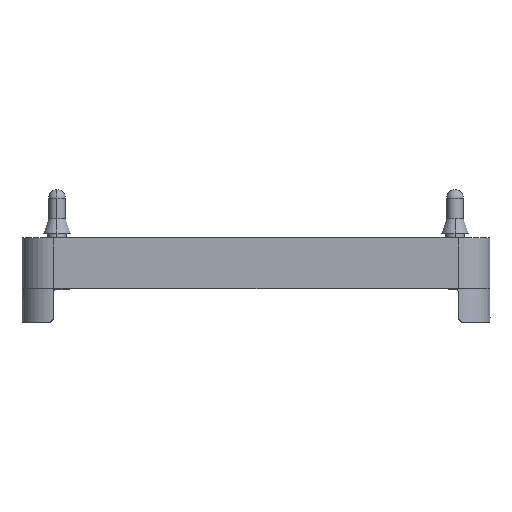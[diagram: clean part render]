
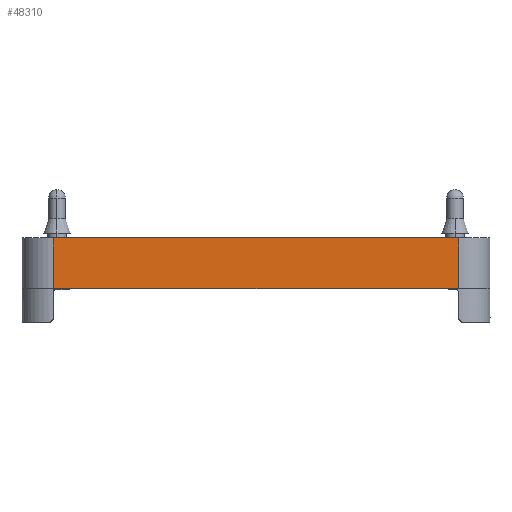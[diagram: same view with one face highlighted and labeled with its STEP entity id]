
A CAD part, left-side view. The second image highlights one B-rep face of the part: STEP entity #48310.
In plain terms, the highlighted planar face has unit normal (-1, 0, 0).
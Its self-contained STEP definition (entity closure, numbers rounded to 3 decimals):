
#943=CARTESIAN_POINT('',(-48.5,41.964,-2.0));
#944=VERTEX_POINT('',#943);
#4649=CARTESIAN_POINT('',(-48.5,-41.964,-2.0));
#4650=VERTEX_POINT('',#4649);
#4658=CARTESIAN_POINT('',(-48.5,-41.964,-2.0));
#4659=DIRECTION('',(0.0,1.0,0.0));
#4660=VECTOR('',#4659,83.928);
#4661=LINE('',#4658,#4660);
#4662=EDGE_CURVE('',#4650,#944,#4661,.T.);
#46644=CARTESIAN_POINT('',(-48.5,-42.,-2.0));
#46645=VERTEX_POINT('',#46644);
#46653=CARTESIAN_POINT('',(-48.5,-42.,-2.0));
#46654=DIRECTION('',(0.,1.0,0.0));
#46655=VECTOR('',#46654,0.036);
#46656=LINE('',#46653,#46655);
#46657=EDGE_CURVE('',#46645,#4650,#46656,.T.);
#46718=CARTESIAN_POINT('',(-48.5,42.,-2.0));
#46719=VERTEX_POINT('',#46718);
#46737=CARTESIAN_POINT('',(-48.5,41.964,-2.0));
#46738=DIRECTION('',(0.0,1.0,0.0));
#46739=VECTOR('',#46738,0.036);
#46740=LINE('',#46737,#46739);
#46741=EDGE_CURVE('',#944,#46719,#46740,.T.);
#48278=CARTESIAN_POINT('',(-48.5,-42.,-2.0));
#48279=DIRECTION('',(-1.0,0.0,0.0));
#48280=DIRECTION('',(0.0,0.0,1.0));
#48281=AXIS2_PLACEMENT_3D('',#48278,#48279,#48280);
#48282=PLANE('',#48281);
#48283=CARTESIAN_POINT('',(-48.5,-42.,8.5));
#48284=VERTEX_POINT('',#48283);
#48285=CARTESIAN_POINT('',(-48.5,-42.,-2.0));
#48286=DIRECTION('',(0.0,0.0,1.0));
#48287=VECTOR('',#48286,10.5);
#48288=LINE('',#48285,#48287);
#48289=EDGE_CURVE('',#46645,#48284,#48288,.T.);
#48290=ORIENTED_EDGE('',*,*,#48289,.T.);
#48291=CARTESIAN_POINT('',(-48.5,42.,8.5));
#48292=VERTEX_POINT('',#48291);
#48293=CARTESIAN_POINT('',(-48.5,-42.,8.5));
#48294=DIRECTION('',(0.0,1.0,0.0));
#48295=VECTOR('',#48294,84.0);
#48296=LINE('',#48293,#48295);
#48297=EDGE_CURVE('',#48284,#48292,#48296,.T.);
#48298=ORIENTED_EDGE('',*,*,#48297,.T.);
#48299=CARTESIAN_POINT('',(-48.5,42.,-2.0));
#48300=DIRECTION('',(0.0,0.0,1.0));
#48301=VECTOR('',#48300,10.5);
#48302=LINE('',#48299,#48301);
#48303=EDGE_CURVE('',#46719,#48292,#48302,.T.);
#48304=ORIENTED_EDGE('',*,*,#48303,.F.);
#48305=ORIENTED_EDGE('',*,*,#46741,.F.);
#48306=ORIENTED_EDGE('',*,*,#4662,.F.);
#48307=ORIENTED_EDGE('',*,*,#46657,.F.);
#48308=EDGE_LOOP('',(#48290,#48298,#48304,#48305,#48306,#48307));
#48309=FACE_OUTER_BOUND('',#48308,.T.);
#48310=ADVANCED_FACE('',(#48309),#48282,.T.);
